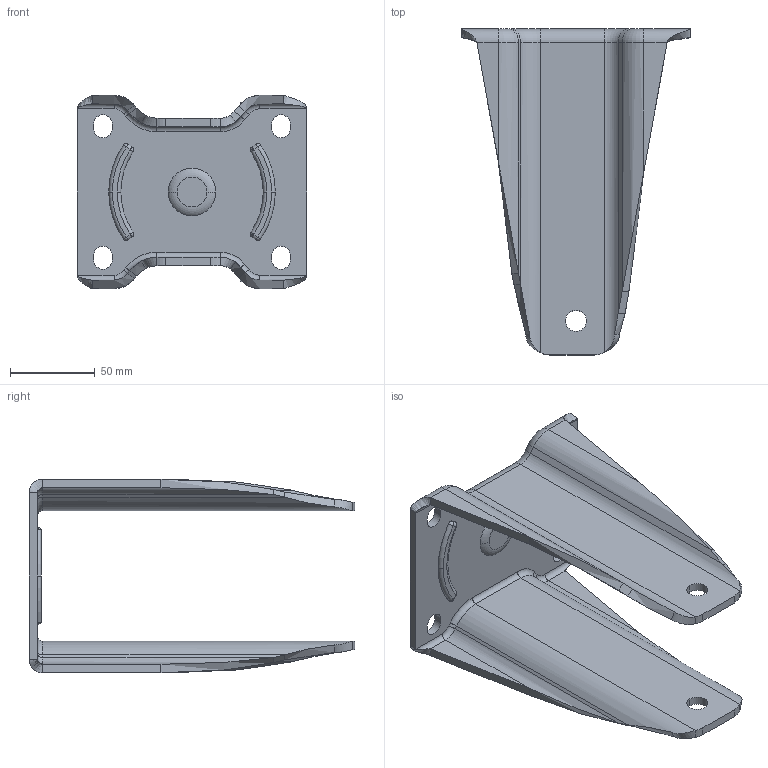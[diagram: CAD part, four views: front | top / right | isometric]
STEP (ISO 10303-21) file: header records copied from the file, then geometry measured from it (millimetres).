
FILE_DESCRIPTION (( 'STEP AP214' ), '1' );
FILE_NAME ('0015510BRL.step', '2023-02-16T09:24:34', ( '' ), ( '' ), 'SwSTEP 2.0', 'SolidWorks 2020', '' );
FILE_SCHEMA (( 'AUTOMOTIVE_DESIGN' ));
Length unit declared in the file: millimetre
Products named in the file (1): 0015510BRL
Bounding box: 135 x 192 x 114 mm (x, y, z)
Volume: 227529.5 mm3; surface area: 98138.4 mm2
Topology: 1 solids, 1 shells, 200 faces, 474 edges, 278 vertices
Faces by surface type: cylinder 92, plane 56, torus 26, bspline 16, sphere 10
Entity records: 6606 total; most frequent: CARTESIAN_POINT 2023, DIRECTION 994, ORIENTED_EDGE 932, EDGE_CURVE 466, AXIS2_PLACEMENT_3D 391, VERTEX_POINT 274, EDGE_LOOP 218, VECTOR 212
